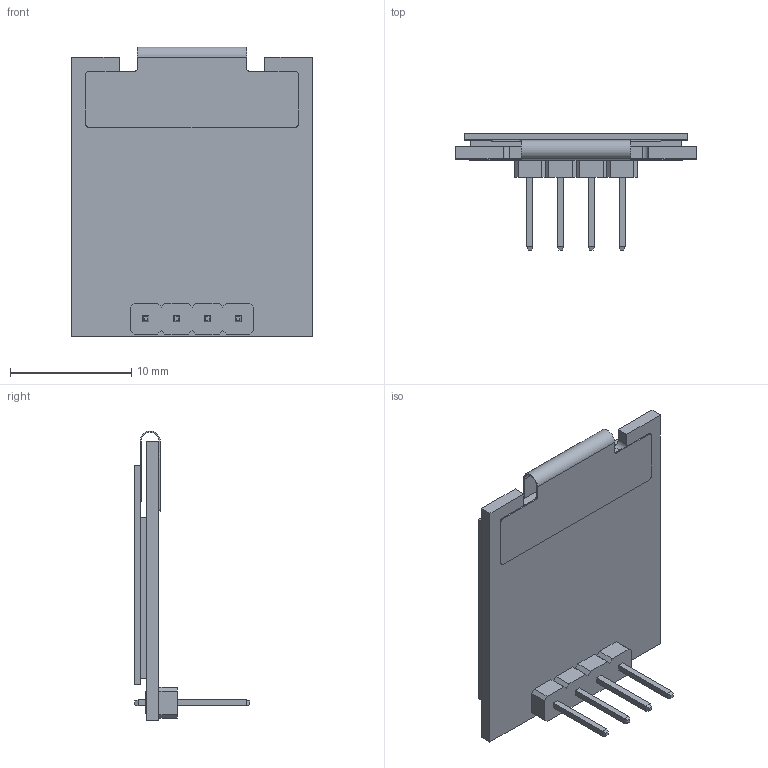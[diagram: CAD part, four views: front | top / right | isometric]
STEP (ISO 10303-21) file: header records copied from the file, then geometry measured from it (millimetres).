
FILE_DESCRIPTION(/* description */ (''),/* implementation_level */ '2;1');
FILE_NAME(/* name */ 'OLED 64X48 v3.step',/* time_stamp */ '2023-11-24T12:19:30+01:00',/* author */ (''),/* organization */ (''),/* preprocessor_version */ 'ST-DEVELOPER v20',/* originating_system */ 'Autodesk Translation Framework v12.14.0.127',/* authorisation */ '');
FILE_SCHEMA (('AUTOMOTIVE_DESIGN { 1 0 10303 214 3 1 1 }'));
Length unit declared in the file: millimetre
Products named in the file (1): OLED 64X48
Bounding box: 19.9 x 9.55 x 23.93 mm (x, y, z)
Volume: 796.7 mm3; surface area: 2802 mm2
Topology: 7 solids, 7 shells, 289 faces, 733 edges, 478 vertices
Faces by surface type: plane 218, bspline 48, cylinder 23
Full cylindrical faces by diameter (mm): 1 x4, 1.8 x3
Entity records: 9191 total; most frequent: CARTESIAN_POINT 2317, ORIENTED_EDGE 1466, DIRECTION 1167, EDGE_CURVE 733, LINE 591, VECTOR 591, VERTEX_POINT 478, EDGE_LOOP 321
